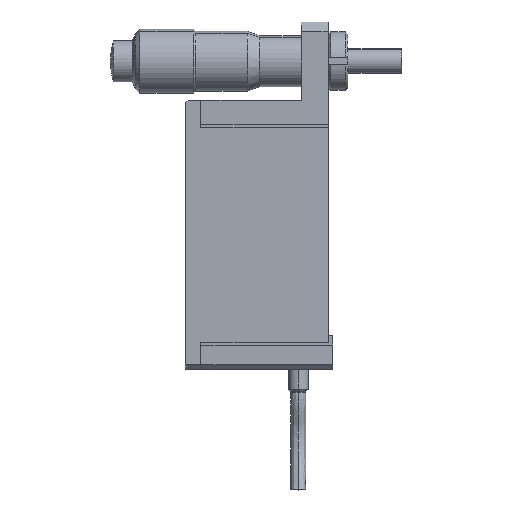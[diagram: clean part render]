
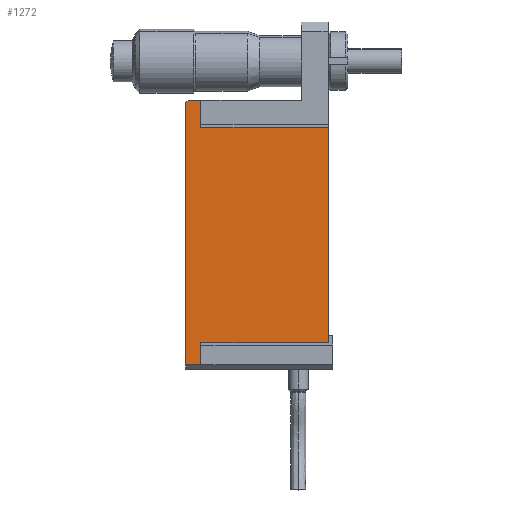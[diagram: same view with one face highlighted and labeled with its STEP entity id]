
A CAD part, top view. The second image highlights one B-rep face of the part: STEP entity #1272.
In plain terms, the highlighted planar face has unit normal (0, 0, 1).
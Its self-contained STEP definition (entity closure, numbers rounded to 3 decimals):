
#46 = DIRECTION ( 'NONE',  ( 0., 1., 0. ) ) ;
#579 = EDGE_CURVE ( 'NONE', #6061, #4163, #3015, .T. ) ;
#580 = VECTOR ( 'NONE', #4551, 1000. ) ;
#586 = EDGE_LOOP ( 'NONE', ( #3922, #3287, #3142, #5999, #1016, #1224, #4509, #3005, #3754 ) ) ;
#704 = VECTOR ( 'NONE', #4006, 1000. ) ;
#833 = VECTOR ( 'NONE', #3618, 1000. ) ;
#909 = CARTESIAN_POINT ( 'NONE',  ( -13., -26.5, 16. ) ) ;
#930 = VECTOR ( 'NONE', #3054, 1000. ) ;
#953 = VERTEX_POINT ( 'NONE', #909 ) ;
#1016 = ORIENTED_EDGE ( 'NONE', *, *, #5074, .F. ) ;
#1044 = CARTESIAN_POINT ( 'NONE',  ( 13., 22., 16. ) ) ;
#1109 = CARTESIAN_POINT ( 'NONE',  ( -13., 27.5, 16. ) ) ;
#1154 = VERTEX_POINT ( 'NONE', #5666 ) ;
#1221 = LINE ( 'NONE', #4924, #6117 ) ;
#1224 = ORIENTED_EDGE ( 'NONE', *, *, #5923, .T. ) ;
#1271 = VERTEX_POINT ( 'NONE', #2973 ) ;
#1272 = ADVANCED_FACE ( 'NONE', ( #3984 ), #4910, .F. ) ;
#1274 = EDGE_CURVE ( 'NONE', #6061, #3101, #4880, .T. ) ;
#1586 = CARTESIAN_POINT ( 'NONE',  ( -13., 27.5, 16. ) ) ;
#1645 = DIRECTION ( 'NONE',  ( 0., 1., 0. ) ) ;
#1730 = VECTOR ( 'NONE', #46, 1000. ) ;
#1755 = CARTESIAN_POINT ( 'NONE',  ( -16.1, 27., 16. ) ) ;
#1937 = EDGE_CURVE ( 'NONE', #5156, #2916, #4118, .T. ) ;
#1968 = VERTEX_POINT ( 'NONE', #1109 ) ;
#2021 = EDGE_CURVE ( 'NONE', #5156, #1968, #5520, .T. ) ;
#2079 = DIRECTION ( 'NONE',  ( 0., 1., 0. ) ) ;
#2113 = LINE ( 'NONE', #1586, #4494 ) ;
#2222 = EDGE_CURVE ( 'NONE', #1154, #1968, #1221, .T. ) ;
#2482 = CARTESIAN_POINT ( 'NONE',  ( -16.1, 27.5, 16. ) ) ;
#2603 = CARTESIAN_POINT ( 'NONE',  ( 13., 22., 16. ) ) ;
#2748 = DIRECTION ( 'NONE',  ( 0., 1., 0. ) ) ;
#2916 = VERTEX_POINT ( 'NONE', #1755 ) ;
#2948 = CARTESIAN_POINT ( 'NONE',  ( 57.006, -22., 16. ) ) ;
#2973 = CARTESIAN_POINT ( 'NONE',  ( -16.1, -26.5, 16. ) ) ;
#3005 = ORIENTED_EDGE ( 'NONE', *, *, #1274, .F. ) ;
#3015 = LINE ( 'NONE', #1044, #1730 ) ;
#3054 = DIRECTION ( 'NONE',  ( -0.707, -0.707, 0. ) ) ;
#3101 = VERTEX_POINT ( 'NONE', #4775 ) ;
#3142 = ORIENTED_EDGE ( 'NONE', *, *, #2021, .F. ) ;
#3225 = CARTESIAN_POINT ( 'NONE',  ( -16.1, 27.5, 16. ) ) ;
#3287 = ORIENTED_EDGE ( 'NONE', *, *, #2222, .T. ) ;
#3437 = DIRECTION ( 'NONE',  ( 0., 0., -1. ) ) ;
#3448 = LINE ( 'NONE', #4077, #833 ) ;
#3482 = DIRECTION ( 'NONE',  ( 0., -1., 0. ) ) ;
#3612 = VECTOR ( 'NONE', #4394, 1000. ) ;
#3618 = DIRECTION ( 'NONE',  ( 1., 0., 0. ) ) ;
#3754 = ORIENTED_EDGE ( 'NONE', *, *, #579, .T. ) ;
#3895 = CARTESIAN_POINT ( 'NONE',  ( -16.1, 27., 16. ) ) ;
#3922 = ORIENTED_EDGE ( 'NONE', *, *, #4201, .T. ) ;
#3984 = FACE_OUTER_BOUND ( 'NONE', #586, .T. ) ;
#4006 = DIRECTION ( 'NONE',  ( 1., 0., 0. ) ) ;
#4077 = CARTESIAN_POINT ( 'NONE',  ( -16.1, -26.5, 16. ) ) ;
#4118 = LINE ( 'NONE', #3895, #930 ) ;
#4148 = LINE ( 'NONE', #5992, #580 ) ;
#4163 = VERTEX_POINT ( 'NONE', #2603 ) ;
#4201 = EDGE_CURVE ( 'NONE', #4163, #1154, #4148, .T. ) ;
#4394 = DIRECTION ( 'NONE',  ( -1., 0., 0. ) ) ;
#4426 = LINE ( 'NONE', #3225, #5767 ) ;
#4494 = VECTOR ( 'NONE', #1645, 1000. ) ;
#4509 = ORIENTED_EDGE ( 'NONE', *, *, #5805, .T. ) ;
#4551 = DIRECTION ( 'NONE',  ( -1., 0., 0. ) ) ;
#4742 = CARTESIAN_POINT ( 'NONE',  ( -15.6, 27.5, 16. ) ) ;
#4775 = CARTESIAN_POINT ( 'NONE',  ( -13., -22., 16. ) ) ;
#4880 = LINE ( 'NONE', #2948, #3612 ) ;
#4910 = PLANE ( 'NONE',  #5567 ) ;
#4924 = CARTESIAN_POINT ( 'NONE',  ( -13., 27.5, 16. ) ) ;
#5074 = EDGE_CURVE ( 'NONE', #1271, #2916, #4426, .T. ) ;
#5156 = VERTEX_POINT ( 'NONE', #4742 ) ;
#5520 = LINE ( 'NONE', #5956, #704 ) ;
#5567 = AXIS2_PLACEMENT_3D ( 'NONE', #2482, #3437, #3482 ) ;
#5595 = CARTESIAN_POINT ( 'NONE',  ( 13., -22., 16. ) ) ;
#5666 = CARTESIAN_POINT ( 'NONE',  ( -13., 22., 16. ) ) ;
#5767 = VECTOR ( 'NONE', #2748, 1000. ) ;
#5805 = EDGE_CURVE ( 'NONE', #953, #3101, #2113, .T. ) ;
#5923 = EDGE_CURVE ( 'NONE', #1271, #953, #3448, .T. ) ;
#5956 = CARTESIAN_POINT ( 'NONE',  ( -16.1, 27.5, 16. ) ) ;
#5992 = CARTESIAN_POINT ( 'NONE',  ( 57.006, 22., 16. ) ) ;
#5999 = ORIENTED_EDGE ( 'NONE', *, *, #1937, .T. ) ;
#6061 = VERTEX_POINT ( 'NONE', #5595 ) ;
#6117 = VECTOR ( 'NONE', #2079, 1000. ) ;
